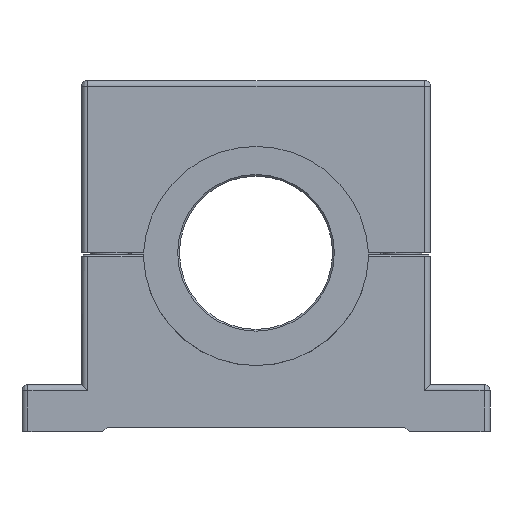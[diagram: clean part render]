
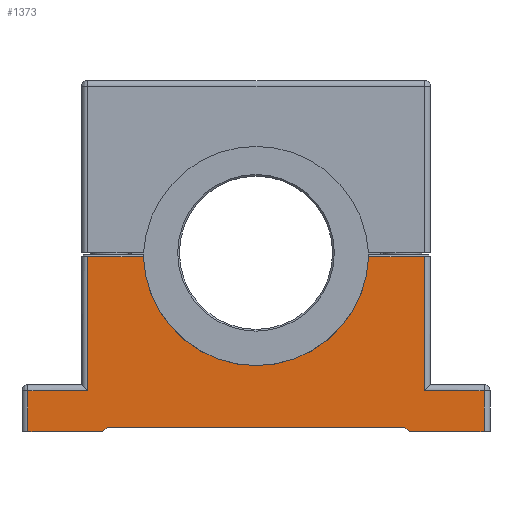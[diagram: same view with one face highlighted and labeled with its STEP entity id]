
A CAD part, front view. The second image highlights one B-rep face of the part: STEP entity #1373.
In plain terms, the highlighted planar face has unit normal (0, -1, 0).
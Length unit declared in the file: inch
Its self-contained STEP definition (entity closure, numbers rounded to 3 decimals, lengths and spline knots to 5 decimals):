
#15 = DIRECTION ( 'NONE',  ( -0.707, 0., -0.707 ) ) ;
#130 = CARTESIAN_POINT ( 'NONE',  ( -1.05512, -0.35433, 1.33858 ) ) ;
#177 = CARTESIAN_POINT ( 'NONE',  ( 0.52135, -0.35433, 0.80906 ) ) ;
#239 = CARTESIAN_POINT ( 'NONE',  ( -1.08268, -0.35433, 0.01969 ) ) ;
#271 = VERTEX_POINT ( 'NONE', #5413 ) ;
#288 = CARTESIAN_POINT ( 'NONE',  ( -1.08268, -0.35433, 0. ) ) ;
#375 = CARTESIAN_POINT ( 'NONE',  ( -1.08268, -0.35433, 0.18898 ) ) ;
#411 = VERTEX_POINT ( 'NONE', #2683 ) ;
#477 = CARTESIAN_POINT ( 'NONE',  ( 0., -0.35433, 0.82677 ) ) ;
#538 = CARTESIAN_POINT ( 'NONE',  ( 0.77953, -0.35433, 0.80906 ) ) ;
#646 = VERTEX_POINT ( 'NONE', #5927 ) ;
#923 = VERTEX_POINT ( 'NONE', #4180 ) ;
#957 = CARTESIAN_POINT ( 'NONE',  ( -0.77953, -0.35433, 1.33858 ) ) ;
#1114 = LINE ( 'NONE', #239, #8837 ) ;
#1124 = CARTESIAN_POINT ( 'NONE',  ( -1.08268, -0.35433, 0. ) ) ;
#1260 = DIRECTION ( 'NONE',  ( -1., 0., 0. ) ) ;
#1373 = ADVANCED_FACE ( 'NONE', ( #11655 ), #7238, .F. ) ;
#1414 = LINE ( 'NONE', #8690, #2779 ) ;
#1479 = CARTESIAN_POINT ( 'NONE',  ( -1.05512, -0.35433, 0.18898 ) ) ;
#1838 = CARTESIAN_POINT ( 'NONE',  ( 0.77953, -0.35433, 1.33858 ) ) ;
#1935 = DIRECTION ( 'NONE',  ( 0., 0., 1. ) ) ;
#1974 = ORIENTED_EDGE ( 'NONE', *, *, #3336, .F. ) ;
#2033 = VECTOR ( 'NONE', #8024, 39.37008 ) ;
#2528 = LINE ( 'NONE', #11356, #11271 ) ;
#2548 = DIRECTION ( 'NONE',  ( 0., 1., 0. ) ) ;
#2608 = DIRECTION ( 'NONE',  ( 0., 0., 1. ) ) ;
#2631 = ORIENTED_EDGE ( 'NONE', *, *, #7659, .F. ) ;
#2683 = CARTESIAN_POINT ( 'NONE',  ( -0.52135, -0.35433, 0.80906 ) ) ;
#2702 = VERTEX_POINT ( 'NONE', #8954 ) ;
#2779 = VECTOR ( 'NONE', #6692, 39.37008 ) ;
#2921 = EDGE_CURVE ( 'NONE', #3140, #923, #11181, .T. ) ;
#3077 = DIRECTION ( 'NONE',  ( 0., 0., 1. ) ) ;
#3140 = VERTEX_POINT ( 'NONE', #1479 ) ;
#3260 = EDGE_CURVE ( 'NONE', #5226, #4731, #7819, .T. ) ;
#3336 = EDGE_CURVE ( 'NONE', #8440, #3933, #9797, .T. ) ;
#3516 = EDGE_CURVE ( 'NONE', #5226, #10764, #7352, .T. ) ;
#3572 = EDGE_CURVE ( 'NONE', #411, #4299, #2528, .T. ) ;
#3583 = CARTESIAN_POINT ( 'NONE',  ( 0.89333, -0.35433, 0.80906 ) ) ;
#3652 = DIRECTION ( 'NONE',  ( 0., 0., -1. ) ) ;
#3933 = VERTEX_POINT ( 'NONE', #3996 ) ;
#3996 = CARTESIAN_POINT ( 'NONE',  ( 0.68898, -0.35433, 0.01969 ) ) ;
#4059 = ORIENTED_EDGE ( 'NONE', *, *, #7182, .F. ) ;
#4080 = DIRECTION ( 'NONE',  ( -1., 0., 0. ) ) ;
#4180 = CARTESIAN_POINT ( 'NONE',  ( -0.77953, -0.35433, 0.18898 ) ) ;
#4215 = CARTESIAN_POINT ( 'NONE',  ( -1.05512, -0.35433, 0. ) ) ;
#4246 = VECTOR ( 'NONE', #3652, 39.37008 ) ;
#4299 = VERTEX_POINT ( 'NONE', #11217 ) ;
#4541 = ORIENTED_EDGE ( 'NONE', *, *, #2921, .F. ) ;
#4559 = EDGE_CURVE ( 'NONE', #9466, #12177, #10200, .T. ) ;
#4624 = VECTOR ( 'NONE', #1935, 39.37008 ) ;
#4731 = VERTEX_POINT ( 'NONE', #10919 ) ;
#4800 = VECTOR ( 'NONE', #15, 39.37008 ) ;
#5056 = ORIENTED_EDGE ( 'NONE', *, *, #3260, .F. ) ;
#5065 = EDGE_CURVE ( 'NONE', #2702, #8440, #9699, .T. ) ;
#5226 = VERTEX_POINT ( 'NONE', #538 ) ;
#5355 = ORIENTED_EDGE ( 'NONE', *, *, #6861, .T. ) ;
#5413 = CARTESIAN_POINT ( 'NONE',  ( -0.68898, -0.35433, 0.01969 ) ) ;
#5823 = VECTOR ( 'NONE', #3077, 39.37008 ) ;
#5903 = DIRECTION ( 'NONE',  ( -1., 0., 0. ) ) ;
#5927 = CARTESIAN_POINT ( 'NONE',  ( 1.05512, -0.35433, 0.18898 ) ) ;
#6201 = ORIENTED_EDGE ( 'NONE', *, *, #11584, .F. ) ;
#6500 = CARTESIAN_POINT ( 'NONE',  ( 0.68898, -0.35433, 0.01969 ) ) ;
#6555 = DIRECTION ( 'NONE',  ( -1., 0., 0. ) ) ;
#6627 = EDGE_CURVE ( 'NONE', #12177, #3140, #11550, .T. ) ;
#6692 = DIRECTION ( 'NONE',  ( 0., 0., -1. ) ) ;
#6742 = CARTESIAN_POINT ( 'NONE',  ( 0.70866, -0.35433, 0. ) ) ;
#6861 = EDGE_CURVE ( 'NONE', #10764, #411, #8384, .T. ) ;
#7143 = LINE ( 'NONE', #957, #4624 ) ;
#7182 = EDGE_CURVE ( 'NONE', #923, #4299, #7143, .T. ) ;
#7238 = PLANE ( 'NONE',  #11604 ) ;
#7332 = LINE ( 'NONE', #10632, #4800 ) ;
#7352 = LINE ( 'NONE', #3583, #8430 ) ;
#7391 = DIRECTION ( 'NONE',  ( 0., 1., 0. ) ) ;
#7598 = VECTOR ( 'NONE', #5903, 39.37008 ) ;
#7611 = DIRECTION ( 'NONE',  ( -0.707, 0., 0.707 ) ) ;
#7631 = ORIENTED_EDGE ( 'NONE', *, *, #8555, .F. ) ;
#7632 = CARTESIAN_POINT ( 'NONE',  ( -1.08268, -0.35433, 0.18898 ) ) ;
#7659 = EDGE_CURVE ( 'NONE', #271, #9466, #7332, .T. ) ;
#7819 = LINE ( 'NONE', #1838, #4246 ) ;
#8024 = DIRECTION ( 'NONE',  ( 1., 0., 0. ) ) ;
#8384 = CIRCLE ( 'NONE', #9166, 0.52165 ) ;
#8424 = ORIENTED_EDGE ( 'NONE', *, *, #11318, .F. ) ;
#8430 = VECTOR ( 'NONE', #12259, 39.37008 ) ;
#8440 = VERTEX_POINT ( 'NONE', #6742 ) ;
#8555 = EDGE_CURVE ( 'NONE', #3933, #271, #1114, .T. ) ;
#8650 = VECTOR ( 'NONE', #1260, 39.37008 ) ;
#8690 = CARTESIAN_POINT ( 'NONE',  ( 1.05512, -0.35433, 1.33858 ) ) ;
#8837 = VECTOR ( 'NONE', #4080, 39.37008 ) ;
#8848 = ORIENTED_EDGE ( 'NONE', *, *, #3516, .T. ) ;
#8954 = CARTESIAN_POINT ( 'NONE',  ( 1.05512, -0.35433, 0. ) ) ;
#9166 = AXIS2_PLACEMENT_3D ( 'NONE', #477, #2548, #12042 ) ;
#9466 = VERTEX_POINT ( 'NONE', #11347 ) ;
#9699 = LINE ( 'NONE', #288, #8650 ) ;
#9797 = LINE ( 'NONE', #6500, #11593 ) ;
#10200 = LINE ( 'NONE', #1124, #7598 ) ;
#10632 = CARTESIAN_POINT ( 'NONE',  ( -0.70866, -0.35433, 0. ) ) ;
#10764 = VERTEX_POINT ( 'NONE', #177 ) ;
#10782 = EDGE_LOOP ( 'NONE', ( #8848, #5355, #11568, #4059, #4541, #12490, #11801, #2631, #7631, #1974, #11262, #6201, #8424, #5056 ) ) ;
#10889 = VECTOR ( 'NONE', #11521, 39.37008 ) ;
#10919 = CARTESIAN_POINT ( 'NONE',  ( 0.77953, -0.35433, 0.18898 ) ) ;
#11181 = LINE ( 'NONE', #7632, #10889 ) ;
#11217 = CARTESIAN_POINT ( 'NONE',  ( -0.77953, -0.35433, 0.80906 ) ) ;
#11262 = ORIENTED_EDGE ( 'NONE', *, *, #5065, .F. ) ;
#11271 = VECTOR ( 'NONE', #6555, 39.37008 ) ;
#11318 = EDGE_CURVE ( 'NONE', #4731, #646, #12300, .T. ) ;
#11347 = CARTESIAN_POINT ( 'NONE',  ( -0.70866, -0.35433, 0. ) ) ;
#11356 = CARTESIAN_POINT ( 'NONE',  ( -0.52156, -0.35433, 0.80906 ) ) ;
#11521 = DIRECTION ( 'NONE',  ( 1., 0., 0. ) ) ;
#11550 = LINE ( 'NONE', #130, #5823 ) ;
#11568 = ORIENTED_EDGE ( 'NONE', *, *, #3572, .T. ) ;
#11584 = EDGE_CURVE ( 'NONE', #646, #2702, #1414, .T. ) ;
#11593 = VECTOR ( 'NONE', #7611, 39.37008 ) ;
#11604 = AXIS2_PLACEMENT_3D ( 'NONE', #12424, #7391, #2608 ) ;
#11655 = FACE_OUTER_BOUND ( 'NONE', #10782, .T. ) ;
#11801 = ORIENTED_EDGE ( 'NONE', *, *, #4559, .F. ) ;
#12042 = DIRECTION ( 'NONE',  ( 1., 0., 0. ) ) ;
#12177 = VERTEX_POINT ( 'NONE', #4215 ) ;
#12259 = DIRECTION ( 'NONE',  ( -1., 0., 0. ) ) ;
#12300 = LINE ( 'NONE', #375, #2033 ) ;
#12424 = CARTESIAN_POINT ( 'NONE',  ( -1.08268, -0.35433, 1.33858 ) ) ;
#12490 = ORIENTED_EDGE ( 'NONE', *, *, #6627, .F. ) ;
